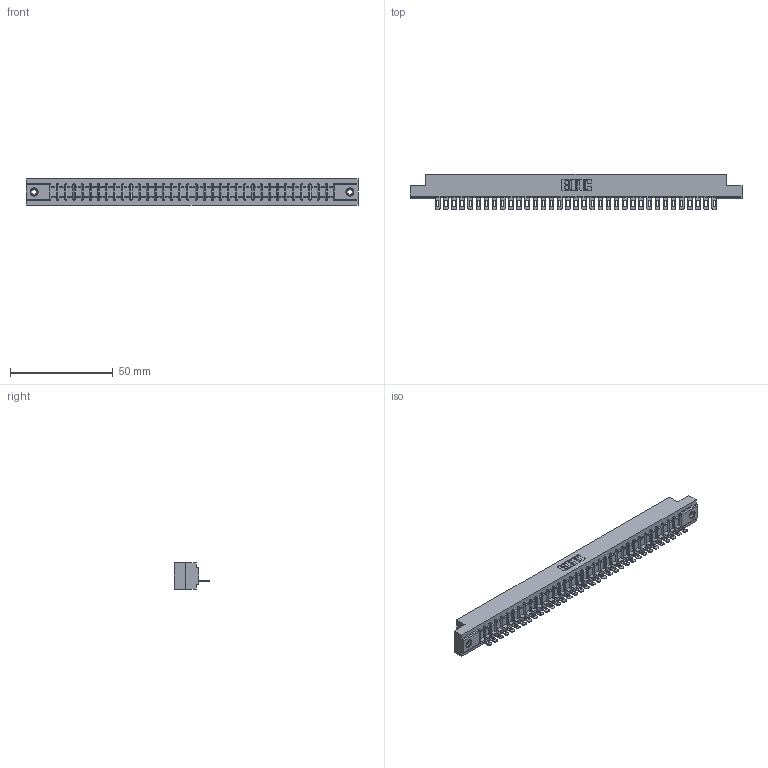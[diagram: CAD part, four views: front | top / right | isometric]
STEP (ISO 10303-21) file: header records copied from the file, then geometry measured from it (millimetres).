
FILE_DESCRIPTION (( 'STEP AP203' ), '1' );
FILE_NAME ('357-035-401-108.STEP', '2020-10-02T12:53:15', ( '' ), ( '' ), 'SwSTEP 2.0', 'SolidWorks 2020', '' );
FILE_SCHEMA (( 'CONFIG_CONTROL_DESIGN' ));
Length unit declared in the file: inch
Products named in the file (4): 307-290-002_501; 357-035-401-108; 345-250-001_345-250-003-102; 307 Part_.156 Dia Mounting Holes
Assembly tree (38 placements, depth 2):
  357-035-401-108
    307 Part_.156 Dia Mounting Holes
    307-290-002_501  x35
    345-250-001_345-250-003-102  x2
Bounding box: 161.7 x 17.42 x 12.7 mm (x, y, z)
Volume: 17275.3 mm3; surface area: 21824.1 mm2
Topology: 38 solids, 38 shells, 2874 faces, 8789 edges, 5754 vertices
Faces by surface type: plane 1642, cylinder 1144, sphere 72, cone 12, torus 4
Entity records: 32847 total; most frequent: CARTESIAN_POINT 5519, ORIENTED_EDGE 5502, DIRECTION 5379, EDGE_CURVE 2751, VECTOR 2099, LINE 2099, VERTEX_POINT 1780, AXIS2_PLACEMENT_3D 1640
